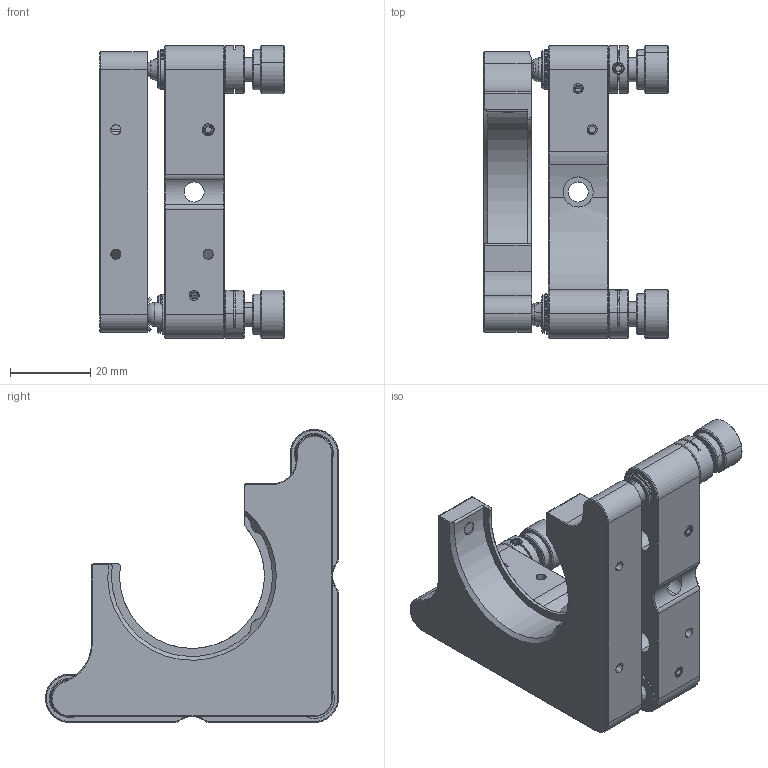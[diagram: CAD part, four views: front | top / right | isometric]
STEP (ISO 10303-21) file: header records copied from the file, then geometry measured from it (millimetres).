
FILE_DESCRIPTION (( 'STEP AP203' ), '1' );
FILE_NAME ('1.1.2.12_ZJK-1.5-2_光学调整架，开口式，用于φ1.5英寸光学元件，两轴.STEP', '2024-04-06T06:20:18', ( '' ), ( '' ), 'SwSTEP 2.0', 'SolidWorks 2021', '' );
FILE_SCHEMA (( 'CONFIG_CONTROL_DESIGN' ));
Length unit declared in the file: millimetre
Products named in the file (1): 1.1.2.12_ZJK-1.5-2_光学调整架，开口式，用于φ1.5英寸光学元件，两轴
Bounding box: 45.93 x 73 x 73 mm (x, y, z)
Surface area: 21934 mm2 (no closed solid volume)
Topology: 0 solids, 35 shells, 458 faces, 1217 edges, 775 vertices
Faces by surface type: plane 153, cylinder 147, cone 142, sphere 12, torus 4
Entity records: 15501 total; most frequent: CARTESIAN_POINT 4117, DIRECTION 2475, ORIENTED_EDGE 2161, EDGE_CURVE 1190, AXIS2_PLACEMENT_3D 974, VERTEX_POINT 766, EDGE_LOOP 536, LINE 527
